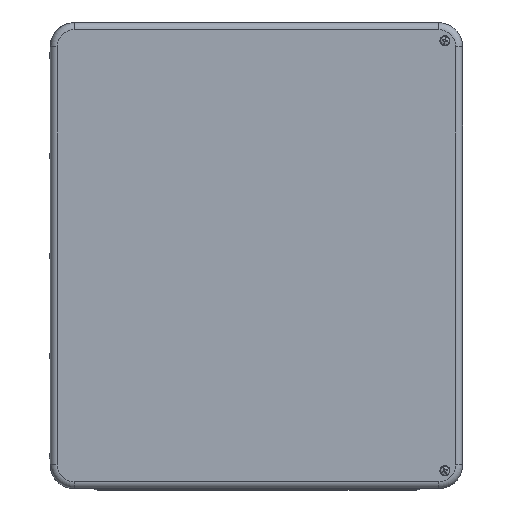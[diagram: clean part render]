
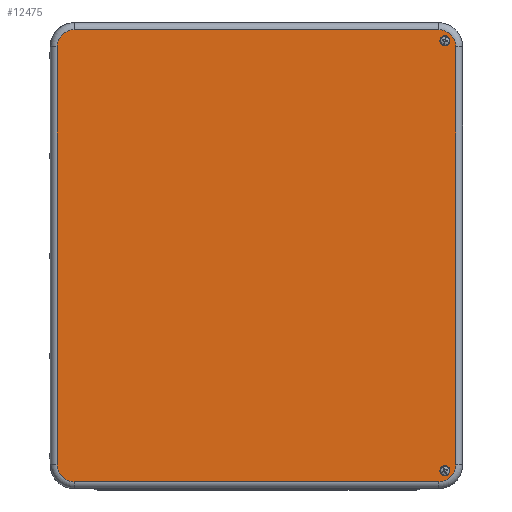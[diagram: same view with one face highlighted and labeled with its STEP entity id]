
A CAD part, top view. The second image highlights one B-rep face of the part: STEP entity #12475.
In plain terms, the highlighted planar face has unit normal (0, 0, 1).
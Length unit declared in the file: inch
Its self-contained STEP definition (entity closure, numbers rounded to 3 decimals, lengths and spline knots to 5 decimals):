
#1073=LINE($,#22602,#1955);
#1075=LINE($,#22622,#1957);
#1078=LINE($,#22629,#1960);
#1080=LINE($,#22644,#1962);
#1955=VECTOR($,#17283,13.648);
#1957=VECTOR($,#17307,15.648);
#1960=VECTOR($,#17314,15.648);
#1962=VECTOR($,#17334,13.648);
#2285=PLANE($,#13831);
#2971=FACE_BOUND($,#4710,.T.);
#2972=FACE_BOUND($,#4711,.T.);
#3659=FACE_OUTER_BOUND($,#4709,.T.);
#4709=EDGE_LOOP($,(#11339,#11340,#11341,#11342,#11343,#11344,#11345,#11346));
#4710=EDGE_LOOP($,(#11347));
#4711=EDGE_LOOP($,(#11348));
#5452=CIRCLE($,#13751,0.117);
#5454=CIRCLE($,#13754,0.117);
#5476=CIRCLE($,#13806,0.6423);
#5480=CIRCLE($,#13811,0.6423);
#5484=CIRCLE($,#13818,0.6423);
#5488=CIRCLE($,#13823,0.6423);
#6596=VERTEX_POINT($,#22498);
#6598=VERTEX_POINT($,#22503);
#6631=VERTEX_POINT($,#22599);
#6632=VERTEX_POINT($,#22601);
#6635=VERTEX_POINT($,#22608);
#6636=VERTEX_POINT($,#22613);
#6639=VERTEX_POINT($,#22620);
#6640=VERTEX_POINT($,#22625);
#6643=VERTEX_POINT($,#22632);
#6644=VERTEX_POINT($,#22637);
#8186=EDGE_CURVE($,#6596,#6596,#5452,.T.);
#8188=EDGE_CURVE($,#6598,#6598,#5454,.T.);
#8233=EDGE_CURVE($,#6631,#6632,#1073,.T.);
#8237=EDGE_CURVE($,#6635,#6631,#5476,.T.);
#8241=EDGE_CURVE($,#6632,#6636,#5480,.T.);
#8243=EDGE_CURVE($,#6639,#6635,#1075,.T.);
#8247=EDGE_CURVE($,#6636,#6640,#1078,.T.);
#8249=EDGE_CURVE($,#6643,#6639,#5484,.T.);
#8253=EDGE_CURVE($,#6640,#6644,#5488,.T.);
#8255=EDGE_CURVE($,#6644,#6643,#1080,.T.);
#11339=ORIENTED_EDGE($,*,*,#8233,.F.);
#11340=ORIENTED_EDGE($,*,*,#8237,.F.);
#11341=ORIENTED_EDGE($,*,*,#8243,.F.);
#11342=ORIENTED_EDGE($,*,*,#8249,.F.);
#11343=ORIENTED_EDGE($,*,*,#8255,.F.);
#11344=ORIENTED_EDGE($,*,*,#8253,.F.);
#11345=ORIENTED_EDGE($,*,*,#8247,.F.);
#11346=ORIENTED_EDGE($,*,*,#8241,.F.);
#11347=ORIENTED_EDGE($,*,*,#8186,.T.);
#11348=ORIENTED_EDGE($,*,*,#8188,.T.);
#12475=ADVANCED_FACE($,(#3659,#2971,#2972),#2285,.T.);
#13751=AXIS2_PLACEMENT_3D($,#22499,#17164,#17165);
#13754=AXIS2_PLACEMENT_3D($,#22504,#17170,#17171);
#13806=AXIS2_PLACEMENT_3D($,#22610,#17291,#17292);
#13811=AXIS2_PLACEMENT_3D($,#22617,#17301,#17302);
#13818=AXIS2_PLACEMENT_3D($,#22634,#17319,#17320);
#13823=AXIS2_PLACEMENT_3D($,#22641,#17329,#17330);
#13831=AXIS2_PLACEMENT_3D($,#22663,#17354,#17355);
#17164=DIRECTION('center_axis',(0.,0.,-1.));
#17165=DIRECTION('ref_axis',(1.,0.,0.));
#17170=DIRECTION('center_axis',(0.,0.,-1.));
#17171=DIRECTION('ref_axis',(1.,0.,0.));
#17283=DIRECTION($,(1.,0.,0.));
#17291=DIRECTION('center_axis',(0.,0.,-1.));
#17292=DIRECTION('ref_axis',(-0.707,0.707,0.));
#17301=DIRECTION('center_axis',(0.,0.,-1.));
#17302=DIRECTION('ref_axis',(0.707,0.707,0.));
#17307=DIRECTION($,(0.,1.,0.));
#17314=DIRECTION($,(0.,-1.,0.));
#17319=DIRECTION('center_axis',(0.,0.,-1.));
#17320=DIRECTION('ref_axis',(-0.707,-0.707,0.));
#17329=DIRECTION('center_axis',(0.,0.,-1.));
#17330=DIRECTION('ref_axis',(0.707,-0.707,0.));
#17334=DIRECTION($,(-1.,0.,0.));
#17354=DIRECTION('center_axis',(0.,0.,1.));
#17355=DIRECTION('ref_axis',(1.,0.,0.));
#22498=CARTESIAN_POINT('',(7.1795,-8.055,0.77));
#22499=CARTESIAN_POINT('Origin',(7.0625,-8.055,0.77));
#22503=CARTESIAN_POINT('',(7.1795,8.055,0.77));
#22504=CARTESIAN_POINT('Origin',(7.0625,8.055,0.77));
#22599=CARTESIAN_POINT('',(-6.824,8.4663,0.77));
#22601=CARTESIAN_POINT('',(6.824,8.4663,0.77));
#22602=CARTESIAN_POINT($,(-6.824,8.4663,0.77));
#22608=CARTESIAN_POINT('',(-7.4663,7.824,0.77));
#22610=CARTESIAN_POINT('Origin',(-6.824,7.824,0.77));
#22613=CARTESIAN_POINT('',(7.4663,7.824,0.77));
#22617=CARTESIAN_POINT('Origin',(6.824,7.824,0.77));
#22620=CARTESIAN_POINT('',(-7.4663,-7.824,0.77));
#22622=CARTESIAN_POINT($,(-7.4663,-7.824,0.77));
#22625=CARTESIAN_POINT('',(7.4663,-7.824,0.77));
#22629=CARTESIAN_POINT($,(7.4663,7.824,0.77));
#22632=CARTESIAN_POINT('',(-6.824,-8.4663,0.77));
#22634=CARTESIAN_POINT('Origin',(-6.824,-7.824,0.77));
#22637=CARTESIAN_POINT('',(6.824,-8.4663,0.77));
#22641=CARTESIAN_POINT('Origin',(6.824,-7.824,0.77));
#22644=CARTESIAN_POINT($,(6.824,-8.4663,0.77));
#22663=CARTESIAN_POINT('Origin',(0.,0.,0.77));
